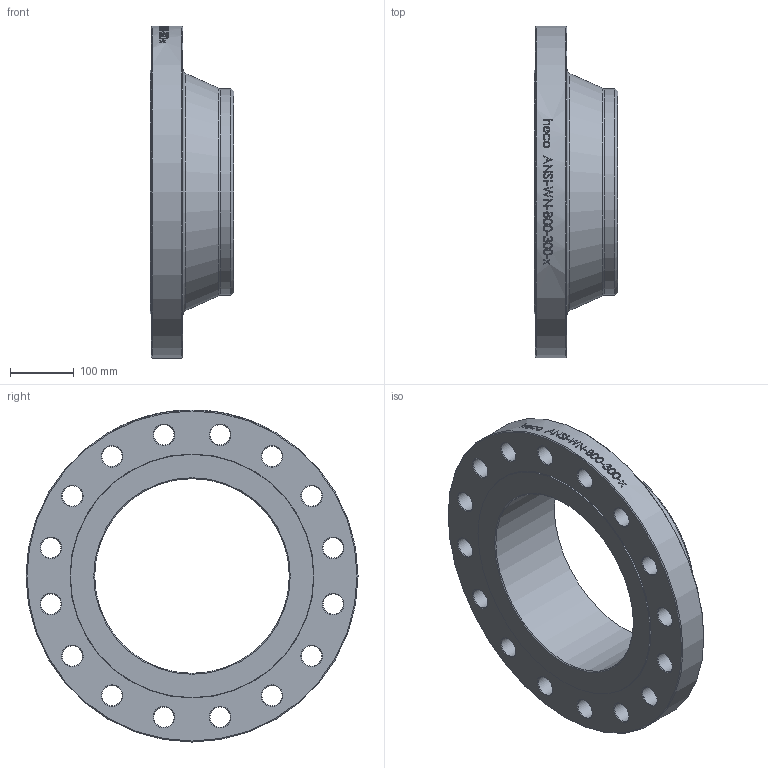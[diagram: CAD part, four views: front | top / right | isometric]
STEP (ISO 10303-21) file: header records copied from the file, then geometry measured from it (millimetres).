
FILE_DESCRIPTION (( 'STEP AP214' ), '1' );
FILE_NAME ('ANSI-WN-B00-300-x Vorschweissflansch ASME B16.5 Class300 2102.STEP', '2021-02-10T08:11:28', ( '' ), ( '' ), 'SwSTEP 2.0', 'SolidWorks 2019', '' );
FILE_SCHEMA (( 'AUTOMOTIVE_DESIGN' ));
Length unit declared in the file: millimetre
Products named in the file (1): ANSI-WN-B00-300-x Vorschweissflansch ASME B16.5 Class300 2102
Bounding box: 131 x 520 x 520 mm (x, y, z)
Volume: 7859827.9 mm3; surface area: 593839.1 mm2
Topology: 1 solids, 1 shells, 93 faces, 371 edges, 311 vertices
Faces by surface type: cylinder 49, cone 38, plane 4, torus 2
Full cylindrical faces by diameter (mm): 31.8 x16, 304.8 x1, 323.8 x1, 520 x1
Entity records: 9925 total; most frequent: CARTESIAN_POINT 6871, ORIENTED_EDGE 582, DIRECTION 463, VERTEX_POINT 291, EDGE_CURVE 291, AXIS2_PLACEMENT_3D 218, EDGE_LOOP 218, B_SPLINE_CURVE_WITH_KNOTS 140
